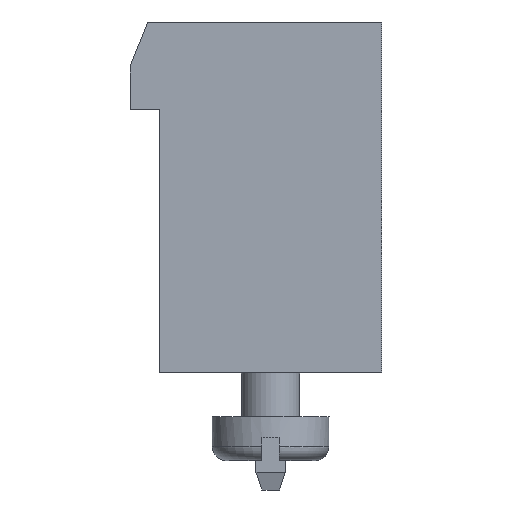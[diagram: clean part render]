
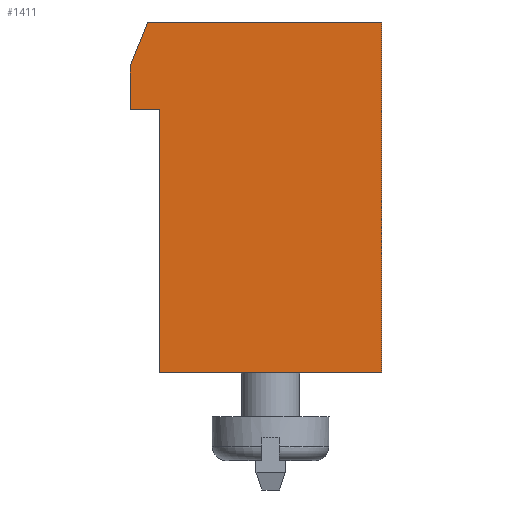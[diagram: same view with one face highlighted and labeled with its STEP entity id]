
A CAD part, left-side view. The second image highlights one B-rep face of the part: STEP entity #1411.
In plain terms, the highlighted planar face has unit normal (-1, 0, 0).
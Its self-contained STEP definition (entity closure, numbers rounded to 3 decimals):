
#22 = VERTEX_POINT('',#23);
#23 = CARTESIAN_POINT('',(-7.62,3.8,9.));
#32 = PLANE('',#33);
#33 = AXIS2_PLACEMENT_3D('',#34,#35,#36);
#34 = CARTESIAN_POINT('',(-7.62,3.8,9.));
#35 = DIRECTION('',(0.,1.,0.));
#36 = DIRECTION('',(0.,0.,-1.));
#44 = PLANE('',#45);
#45 = AXIS2_PLACEMENT_3D('',#46,#47,#48);
#46 = CARTESIAN_POINT('',(-7.62,4.8,9.));
#47 = DIRECTION('',(0.,0.,-1.));
#48 = DIRECTION('',(0.,-1.,0.));
#85 = VERTEX_POINT('',#86);
#86 = CARTESIAN_POINT('',(-7.62,3.8,0.));
#100 = PLANE('',#101);
#101 = AXIS2_PLACEMENT_3D('',#102,#103,#104);
#102 = CARTESIAN_POINT('',(-7.62,3.8,0.));
#103 = DIRECTION('',(0.,0.,-1.));
#104 = DIRECTION('',(0.,-1.,0.));
#112 = EDGE_CURVE('',#22,#85,#113,.T.);
#113 = SURFACE_CURVE('',#114,(#118,#125),.PCURVE_S1.);
#114 = LINE('',#115,#116);
#115 = CARTESIAN_POINT('',(-7.62,3.8,9.));
#116 = VECTOR('',#117,1.);
#117 = DIRECTION('',(0.,0.,-1.));
#118 = PCURVE('',#32,#119);
#119 = DEFINITIONAL_REPRESENTATION('',(#120),#124);
#120 = LINE('',#121,#122);
#121 = CARTESIAN_POINT('',(0.,0.));
#122 = VECTOR('',#123,1.);
#123 = DIRECTION('',(1.,0.));
#124 = ( GEOMETRIC_REPRESENTATION_CONTEXT(2)
PARAMETRIC_REPRESENTATION_CONTEXT() REPRESENTATION_CONTEXT('2D SPACE',''
) );
#125 = PCURVE('',#126,#131);
#126 = PLANE('',#127);
#127 = AXIS2_PLACEMENT_3D('',#128,#129,#130);
#128 = CARTESIAN_POINT('',(-7.62,3.8,0.));
#129 = DIRECTION('',(1.,0.,0.));
#130 = DIRECTION('',(0.,0.,1.));
#131 = DEFINITIONAL_REPRESENTATION('',(#132),#136);
#132 = LINE('',#133,#134);
#133 = CARTESIAN_POINT('',(9.,0.));
#134 = VECTOR('',#135,1.);
#135 = DIRECTION('',(-1.,0.));
#136 = ( GEOMETRIC_REPRESENTATION_CONTEXT(2)
PARAMETRIC_REPRESENTATION_CONTEXT() REPRESENTATION_CONTEXT('2D SPACE',''
) );
#142 = VERTEX_POINT('',#143);
#143 = CARTESIAN_POINT('',(-7.62,4.8,9.));
#159 = PLANE('',#160);
#160 = AXIS2_PLACEMENT_3D('',#161,#162,#163);
#161 = CARTESIAN_POINT('',(-7.62,4.8,10.5));
#162 = DIRECTION('',(0.,1.,0.));
#163 = DIRECTION('',(0.,0.,-1.));
#193 = EDGE_CURVE('',#142,#22,#194,.T.);
#194 = SURFACE_CURVE('',#195,(#199,#206),.PCURVE_S1.);
#195 = LINE('',#196,#197);
#196 = CARTESIAN_POINT('',(-7.62,4.8,9.));
#197 = VECTOR('',#198,1.);
#198 = DIRECTION('',(0.,-1.,0.));
#199 = PCURVE('',#44,#200);
#200 = DEFINITIONAL_REPRESENTATION('',(#201),#205);
#201 = LINE('',#202,#203);
#202 = CARTESIAN_POINT('',(0.,0.));
#203 = VECTOR('',#204,1.);
#204 = DIRECTION('',(1.,0.));
#205 = ( GEOMETRIC_REPRESENTATION_CONTEXT(2)
PARAMETRIC_REPRESENTATION_CONTEXT() REPRESENTATION_CONTEXT('2D SPACE',''
) );
#206 = PCURVE('',#126,#207);
#207 = DEFINITIONAL_REPRESENTATION('',(#208),#212);
#208 = LINE('',#209,#210);
#209 = CARTESIAN_POINT('',(9.,-1.));
#210 = VECTOR('',#211,1.);
#211 = DIRECTION('',(0.,1.));
#212 = ( GEOMETRIC_REPRESENTATION_CONTEXT(2)
PARAMETRIC_REPRESENTATION_CONTEXT() REPRESENTATION_CONTEXT('2D SPACE',''
) );
#242 = VERTEX_POINT('',#243);
#243 = CARTESIAN_POINT('',(-7.62,-3.8,0.));
#257 = PLANE('',#258);
#258 = AXIS2_PLACEMENT_3D('',#259,#260,#261);
#259 = CARTESIAN_POINT('',(-7.62,-3.8,0.));
#260 = DIRECTION('',(0.,-1.,0.));
#261 = DIRECTION('',(0.,0.,1.));
#269 = EDGE_CURVE('',#85,#242,#270,.T.);
#270 = SURFACE_CURVE('',#271,(#275,#282),.PCURVE_S1.);
#271 = LINE('',#272,#273);
#272 = CARTESIAN_POINT('',(-7.62,3.8,0.));
#273 = VECTOR('',#274,1.);
#274 = DIRECTION('',(0.,-1.,0.));
#275 = PCURVE('',#100,#276);
#276 = DEFINITIONAL_REPRESENTATION('',(#277),#281);
#277 = LINE('',#278,#279);
#278 = CARTESIAN_POINT('',(0.,0.));
#279 = VECTOR('',#280,1.);
#280 = DIRECTION('',(1.,0.));
#281 = ( GEOMETRIC_REPRESENTATION_CONTEXT(2)
PARAMETRIC_REPRESENTATION_CONTEXT() REPRESENTATION_CONTEXT('2D SPACE',''
) );
#282 = PCURVE('',#126,#283);
#283 = DEFINITIONAL_REPRESENTATION('',(#284),#288);
#284 = LINE('',#285,#286);
#285 = CARTESIAN_POINT('',(0.,0.));
#286 = VECTOR('',#287,1.);
#287 = DIRECTION('',(0.,1.));
#288 = ( GEOMETRIC_REPRESENTATION_CONTEXT(2)
PARAMETRIC_REPRESENTATION_CONTEXT() REPRESENTATION_CONTEXT('2D SPACE',''
) );
#1411 = ADVANCED_FACE('',(#1412),#126,.F.);
#1412 = FACE_BOUND('',#1413,.T.);
#1413 = EDGE_LOOP('',(#1414,#1415,#1438,#1466,#1494,#1515,#1516));
#1414 = ORIENTED_EDGE('',*,*,#269,.T.);
#1415 = ORIENTED_EDGE('',*,*,#1416,.T.);
#1416 = EDGE_CURVE('',#242,#1417,#1419,.T.);
#1417 = VERTEX_POINT('',#1418);
#1418 = CARTESIAN_POINT('',(-7.62,-3.8,12.));
#1419 = SURFACE_CURVE('',#1420,(#1424,#1431),.PCURVE_S1.);
#1420 = LINE('',#1421,#1422);
#1421 = CARTESIAN_POINT('',(-7.62,-3.8,0.));
#1422 = VECTOR('',#1423,1.);
#1423 = DIRECTION('',(0.,0.,1.));
#1424 = PCURVE('',#126,#1425);
#1425 = DEFINITIONAL_REPRESENTATION('',(#1426),#1430);
#1426 = LINE('',#1427,#1428);
#1427 = CARTESIAN_POINT('',(0.,7.6));
#1428 = VECTOR('',#1429,1.);
#1429 = DIRECTION('',(1.,0.));
#1430 = ( GEOMETRIC_REPRESENTATION_CONTEXT(2)
PARAMETRIC_REPRESENTATION_CONTEXT() REPRESENTATION_CONTEXT('2D SPACE',''
) );
#1431 = PCURVE('',#257,#1432);
#1432 = DEFINITIONAL_REPRESENTATION('',(#1433),#1437);
#1433 = LINE('',#1434,#1435);
#1434 = CARTESIAN_POINT('',(0.,0.));
#1435 = VECTOR('',#1436,1.);
#1436 = DIRECTION('',(1.,0.));
#1437 = ( GEOMETRIC_REPRESENTATION_CONTEXT(2)
PARAMETRIC_REPRESENTATION_CONTEXT() REPRESENTATION_CONTEXT('2D SPACE',''
) );
#1438 = ORIENTED_EDGE('',*,*,#1439,.T.);
#1439 = EDGE_CURVE('',#1417,#1440,#1442,.T.);
#1440 = VERTEX_POINT('',#1441);
#1441 = CARTESIAN_POINT('',(-7.62,4.2,12.));
#1442 = SURFACE_CURVE('',#1443,(#1447,#1454),.PCURVE_S1.);
#1443 = LINE('',#1444,#1445);
#1444 = CARTESIAN_POINT('',(-7.62,-3.8,12.));
#1445 = VECTOR('',#1446,1.);
#1446 = DIRECTION('',(0.,1.,0.));
#1447 = PCURVE('',#126,#1448);
#1448 = DEFINITIONAL_REPRESENTATION('',(#1449),#1453);
#1449 = LINE('',#1450,#1451);
#1450 = CARTESIAN_POINT('',(12.,7.6));
#1451 = VECTOR('',#1452,1.);
#1452 = DIRECTION('',(0.,-1.));
#1453 = ( GEOMETRIC_REPRESENTATION_CONTEXT(2)
PARAMETRIC_REPRESENTATION_CONTEXT() REPRESENTATION_CONTEXT('2D SPACE',''
) );
#1454 = PCURVE('',#1455,#1460);
#1455 = PLANE('',#1456);
#1456 = AXIS2_PLACEMENT_3D('',#1457,#1458,#1459);
#1457 = CARTESIAN_POINT('',(-7.62,-3.8,12.));
#1458 = DIRECTION('',(0.,0.,1.));
#1459 = DIRECTION('',(0.,1.,0.));
#1460 = DEFINITIONAL_REPRESENTATION('',(#1461),#1465);
#1461 = LINE('',#1462,#1463);
#1462 = CARTESIAN_POINT('',(0.,0.));
#1463 = VECTOR('',#1464,1.);
#1464 = DIRECTION('',(1.,0.));
#1465 = ( GEOMETRIC_REPRESENTATION_CONTEXT(2)
PARAMETRIC_REPRESENTATION_CONTEXT() REPRESENTATION_CONTEXT('2D SPACE',''
) );
#1466 = ORIENTED_EDGE('',*,*,#1467,.T.);
#1467 = EDGE_CURVE('',#1440,#1468,#1470,.T.);
#1468 = VERTEX_POINT('',#1469);
#1469 = CARTESIAN_POINT('',(-7.62,4.8,10.5));
#1470 = SURFACE_CURVE('',#1471,(#1475,#1482),.PCURVE_S1.);
#1471 = LINE('',#1472,#1473);
#1472 = CARTESIAN_POINT('',(-7.62,4.2,12.));
#1473 = VECTOR('',#1474,1.);
#1474 = DIRECTION('',(0.,0.371,-0.928));
#1475 = PCURVE('',#126,#1476);
#1476 = DEFINITIONAL_REPRESENTATION('',(#1477),#1481);
#1477 = LINE('',#1478,#1479);
#1478 = CARTESIAN_POINT('',(12.,-0.4));
#1479 = VECTOR('',#1480,1.);
#1480 = DIRECTION('',(-0.928,-0.371));
#1481 = ( GEOMETRIC_REPRESENTATION_CONTEXT(2)
PARAMETRIC_REPRESENTATION_CONTEXT() REPRESENTATION_CONTEXT('2D SPACE',''
) );
#1482 = PCURVE('',#1483,#1488);
#1483 = PLANE('',#1484);
#1484 = AXIS2_PLACEMENT_3D('',#1485,#1486,#1487);
#1485 = CARTESIAN_POINT('',(-7.62,4.2,12.));
#1486 = DIRECTION('',(0.,0.928,0.371));
#1487 = DIRECTION('',(0.,0.371,-0.928));
#1488 = DEFINITIONAL_REPRESENTATION('',(#1489),#1493);
#1489 = LINE('',#1490,#1491);
#1490 = CARTESIAN_POINT('',(0.,0.));
#1491 = VECTOR('',#1492,1.);
#1492 = DIRECTION('',(1.,0.));
#1493 = ( GEOMETRIC_REPRESENTATION_CONTEXT(2)
PARAMETRIC_REPRESENTATION_CONTEXT() REPRESENTATION_CONTEXT('2D SPACE',''
) );
#1494 = ORIENTED_EDGE('',*,*,#1495,.T.);
#1495 = EDGE_CURVE('',#1468,#142,#1496,.T.);
#1496 = SURFACE_CURVE('',#1497,(#1501,#1508),.PCURVE_S1.);
#1497 = LINE('',#1498,#1499);
#1498 = CARTESIAN_POINT('',(-7.62,4.8,10.5));
#1499 = VECTOR('',#1500,1.);
#1500 = DIRECTION('',(0.,0.,-1.));
#1501 = PCURVE('',#126,#1502);
#1502 = DEFINITIONAL_REPRESENTATION('',(#1503),#1507);
#1503 = LINE('',#1504,#1505);
#1504 = CARTESIAN_POINT('',(10.5,-1.));
#1505 = VECTOR('',#1506,1.);
#1506 = DIRECTION('',(-1.,0.));
#1507 = ( GEOMETRIC_REPRESENTATION_CONTEXT(2)
PARAMETRIC_REPRESENTATION_CONTEXT() REPRESENTATION_CONTEXT('2D SPACE',''
) );
#1508 = PCURVE('',#159,#1509);
#1509 = DEFINITIONAL_REPRESENTATION('',(#1510),#1514);
#1510 = LINE('',#1511,#1512);
#1511 = CARTESIAN_POINT('',(0.,0.));
#1512 = VECTOR('',#1513,1.);
#1513 = DIRECTION('',(1.,0.));
#1514 = ( GEOMETRIC_REPRESENTATION_CONTEXT(2)
PARAMETRIC_REPRESENTATION_CONTEXT() REPRESENTATION_CONTEXT('2D SPACE',''
) );
#1515 = ORIENTED_EDGE('',*,*,#193,.T.);
#1516 = ORIENTED_EDGE('',*,*,#112,.T.);
